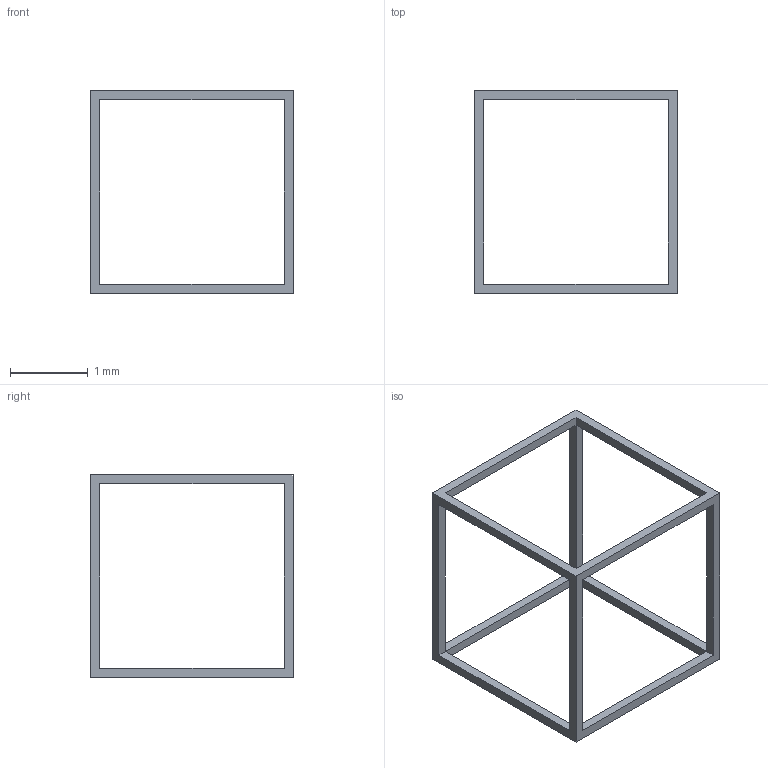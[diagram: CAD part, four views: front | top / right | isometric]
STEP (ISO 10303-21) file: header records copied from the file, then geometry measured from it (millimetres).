
FILE_DESCRIPTION(/* description */ (''),/* implementation_level */ '2;1');
FILE_NAME(/* name */ 'cell_0.12mm.step',/* time_stamp */ '2025-12-02T15:08:30+01:00',/* author */ (''),/* organization */ (''),/* preprocessor_version */ 'ST-DEVELOPER v20.1',/* originating_system */ 'Autodesk Translation Framework v14.21.0.0',/* authorisation */ '');
FILE_SCHEMA (('AUTOMOTIVE_DESIGN { 1 0 10303 214 3 1 1 }'));
Length unit declared in the file: millimetre
Products named in the file (1): cell_0.12mm
Bounding box: 2.61 x 2.61 x 2.61 mm (x, y, z)
Volume: 0.4 mm3; surface area: 14 mm2
Topology: 1 solids, 1 shells, 30 faces, 72 edges, 40 vertices
Faces by surface type: plane 30
Entity records: 877 total; most frequent: ORIENTED_EDGE 144, CARTESIAN_POINT 143, DIRECTION 134, LINE 72, VECTOR 72, EDGE_CURVE 72, VERTEX_POINT 40, EDGE_LOOP 36
